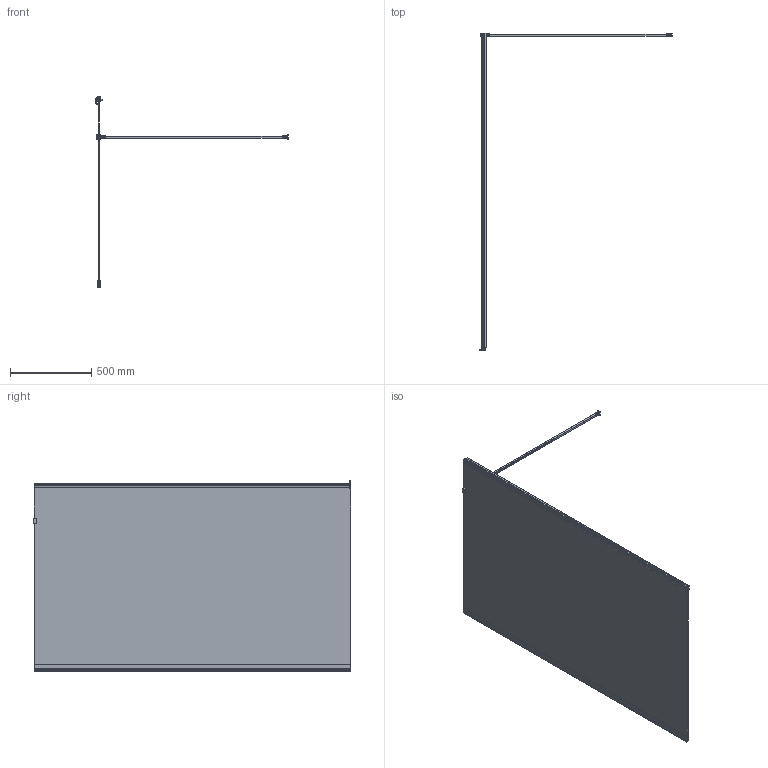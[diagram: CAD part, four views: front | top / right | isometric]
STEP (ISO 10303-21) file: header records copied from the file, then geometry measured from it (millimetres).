
FILE_DESCRIPTION((''),'2;1');
FILE_NAME('AQR12-1175X1950_ASM','2019-01-24T',('admin'),(''),'PRO/ENGINEER BY PARAMETRIC TECHNOLOGY CORPORATION, 2010280','PRO/ENGINEER BY PARAMETRIC TECHNOLOGY CORPORATION, 2010280','');
FILE_SCHEMA(('CONFIG_CONTROL_DESIGN'));
Length unit declared in the file: millimetre
Products named in the file (17): DC553__; CCC; ID41_; CC29__; CC_ASM; AC42___; AC13__; MP6631100; MP664----; ZA52__; ZA26___; ZA26____; ZA521___ASM; ZC14____; MP663______ASM; DC3__; AQR12-1175X1950_ASM
Assembly tree (17 placements, depth 4):
  AQR12-1175X1950_ASM
    DC553__
    CC_ASM
      CCC
      ID41_
      CC29__
    AC42___
    AC13__
    MP663______ASM
      MP6631100
      MP664----  x2
      ZA521___ASM
        ZA52__
        ZA26___
        ZA26____
      ZC14____
    DC3__
Bounding box: 1187.07 x 1955.35 x 1175.08 mm (x, y, z)
Volume: 18731345.4 mm3; surface area: 5540629.3 mm2
Topology: 14 solids, 19 shells, 473 faces, 1130 edges, 696 vertices
Faces by surface type: plane 188, cylinder 180, bspline 62, torus 23, sphere 10, extrusion 8, cone 2
Entity records: 15064 total; most frequent: CARTESIAN_POINT 4771, ORIENTED_EDGE 2096, DIRECTION 2069, EDGE_CURVE 1048, AXIS2_PLACEMENT_3D 740, VERTEX_POINT 648, VECTOR 589, LINE 585
